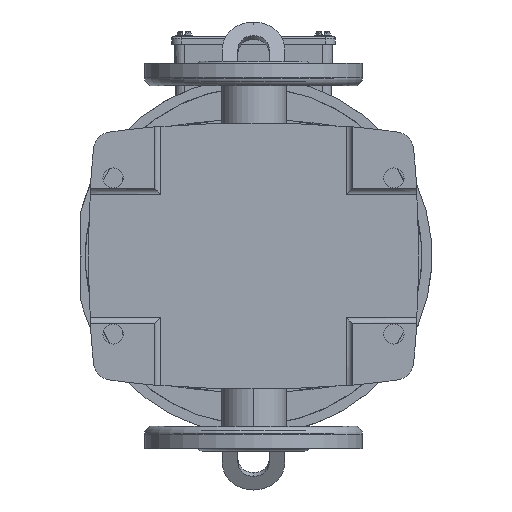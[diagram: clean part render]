
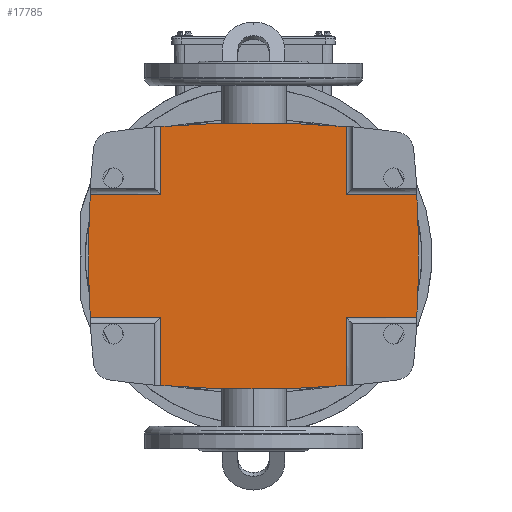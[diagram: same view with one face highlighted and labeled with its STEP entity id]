
A CAD part, front view. The second image highlights one B-rep face of the part: STEP entity #17785.
In plain terms, the highlighted planar face has unit normal (0, -1, 0).
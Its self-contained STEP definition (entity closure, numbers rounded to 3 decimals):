
#734 = LINE ( 'NONE', #37479, #18338 ) ;
#867 = CARTESIAN_POINT ( 'NONE',  ( 23.103, 0.197, 0. ) ) ;
#1092 = CARTESIAN_POINT ( 'NONE',  ( -1.543, 0.197, -4.596 ) ) ;
#2663 = VERTEX_POINT ( 'NONE', #73350 ) ;
#3540 = ORIENTED_EDGE ( 'NONE', *, *, #14639, .F. ) ;
#3975 = EDGE_CURVE ( 'NONE', #18378, #8373, #96874, .T. ) ;
#4179 = VECTOR ( 'NONE', #53646, 39.37 ) ;
#5999 = ORIENTED_EDGE ( 'NONE', *, *, #90682, .F. ) ;
#7138 = CARTESIAN_POINT ( 'NONE',  ( 0., 0.197, -4.163 ) ) ;
#7548 = LINE ( 'NONE', #55301, #40436 ) ;
#7749 = EDGE_CURVE ( 'NONE', #15069, #39668, #22159, .T. ) ;
#8373 = VERTEX_POINT ( 'NONE', #16487 ) ;
#9500 = CARTESIAN_POINT ( 'NONE',  ( 0., 0.197, 4.163 ) ) ;
#9515 = EDGE_CURVE ( 'NONE', #2663, #47294, #33724, .T. ) ;
#9785 = CIRCLE ( 'NONE', #29305, 27.265 ) ;
#10164 = DIRECTION ( 'NONE',  ( 0., 0., 1. ) ) ;
#10670 = CARTESIAN_POINT ( 'NONE',  ( -1.543, 0.197, 4.119 ) ) ;
#10731 = VERTEX_POINT ( 'NONE', #92021 ) ;
#10791 = CARTESIAN_POINT ( 'NONE',  ( -1.543, 0.197, -4.596 ) ) ;
#11193 = VERTEX_POINT ( 'NONE', #97391 ) ;
#11924 = ORIENTED_EDGE ( 'NONE', *, *, #70244, .F. ) ;
#12989 = EDGE_CURVE ( 'NONE', #60474, #69726, #7548, .T. ) ;
#14639 = EDGE_CURVE ( 'NONE', #87045, #29768, #73042, .T. ) ;
#15069 = VERTEX_POINT ( 'NONE', #56041 ) ;
#15146 = VECTOR ( 'NONE', #90125, 39.37 ) ;
#15569 = VECTOR ( 'NONE', #10164, 39.37 ) ;
#16292 = DIRECTION ( 'NONE',  ( 0., 0., 1. ) ) ;
#16487 = CARTESIAN_POINT ( 'NONE',  ( 1.543, 0.197, -2.336 ) ) ;
#16937 = DIRECTION ( 'NONE',  ( 0., 0., 1. ) ) ;
#17785 = ADVANCED_FACE ( 'NONE', ( #22146 ), #75867, .F. ) ;
#18338 = VECTOR ( 'NONE', #60760, 39.37 ) ;
#18378 = VERTEX_POINT ( 'NONE', #91811 ) ;
#19671 = CARTESIAN_POINT ( 'NONE',  ( 0., 0.197, -23.102 ) ) ;
#19771 = AXIS2_PLACEMENT_3D ( 'NONE', #867, #83477, #16937 ) ;
#19987 = DIRECTION ( 'NONE',  ( 0., -1., 0. ) ) ;
#21199 = EDGE_CURVE ( 'NONE', #39668, #11193, #43974, .T. ) ;
#22146 = FACE_OUTER_BOUND ( 'NONE', #83338, .T. ) ;
#22159 = CIRCLE ( 'NONE', #19771, 26.471 ) ;
#23661 = EDGE_CURVE ( 'NONE', #71038, #47294, #9785, .T. ) ;
#23819 = AXIS2_PLACEMENT_3D ( 'NONE', #54308, #70679, #77265 ) ;
#25164 = VECTOR ( 'NONE', #29570, 39.37 ) ;
#27122 = EDGE_CURVE ( 'NONE', #69726, #71038, #28191, .T. ) ;
#28191 = CIRCLE ( 'NONE', #42623, 27.265 ) ;
#28641 = CIRCLE ( 'NONE', #57673, 26.471 ) ;
#29305 = AXIS2_PLACEMENT_3D ( 'NONE', #89742, #73963, #52649 ) ;
#29570 = DIRECTION ( 'NONE',  ( 1., 0., 0. ) ) ;
#29768 = VERTEX_POINT ( 'NONE', #55689 ) ;
#30714 = VERTEX_POINT ( 'NONE', #61716 ) ;
#33480 = CARTESIAN_POINT ( 'NONE',  ( -3.264, 0.197, -2.336 ) ) ;
#33538 = DIRECTION ( 'NONE',  ( 0., 0., 1. ) ) ;
#33724 = LINE ( 'NONE', #10791, #45422 ) ;
#36255 = ORIENTED_EDGE ( 'NONE', *, *, #21199, .T. ) ;
#36712 = CARTESIAN_POINT ( 'NONE',  ( 1.543, 0.197, 4.119 ) ) ;
#37479 = CARTESIAN_POINT ( 'NONE',  ( -4.596, 0.197, 2.336 ) ) ;
#39046 = CARTESIAN_POINT ( 'NONE',  ( -4.596, 0.197, -2.336 ) ) ;
#39668 = VERTEX_POINT ( 'NONE', #33480 ) ;
#40436 = VECTOR ( 'NONE', #16292, 39.37 ) ;
#41558 = ORIENTED_EDGE ( 'NONE', *, *, #23661, .T. ) ;
#42332 = ORIENTED_EDGE ( 'NONE', *, *, #93907, .T. ) ;
#42623 = AXIS2_PLACEMENT_3D ( 'NONE', #19671, #19987, #33538 ) ;
#43974 = LINE ( 'NONE', #82279, #25164 ) ;
#45422 = VECTOR ( 'NONE', #55393, 39.37 ) ;
#45996 = ORIENTED_EDGE ( 'NONE', *, *, #94403, .F. ) ;
#47294 = VERTEX_POINT ( 'NONE', #10670 ) ;
#47942 = DIRECTION ( 'NONE',  ( 0., 1., 0. ) ) ;
#48580 = CARTESIAN_POINT ( 'NONE',  ( -1.543, 0.197, -4.596 ) ) ;
#48872 = EDGE_CURVE ( 'NONE', #18378, #87045, #62001, .T. ) ;
#52500 = DIRECTION ( 'NONE',  ( 1., 0., 0. ) ) ;
#52649 = DIRECTION ( 'NONE',  ( 0., 0., 1. ) ) ;
#53646 = DIRECTION ( 'NONE',  ( 0., 0., 1. ) ) ;
#54308 = CARTESIAN_POINT ( 'NONE',  ( 0., 0.197, 23.102 ) ) ;
#55301 = CARTESIAN_POINT ( 'NONE',  ( 1.543, 0.197, -4.596 ) ) ;
#55393 = DIRECTION ( 'NONE',  ( 0., 0., 1. ) ) ;
#55689 = CARTESIAN_POINT ( 'NONE',  ( -1.543, 0.197, -4.119 ) ) ;
#56006 = AXIS2_PLACEMENT_3D ( 'NONE', #1092, #69625, #77184 ) ;
#56041 = CARTESIAN_POINT ( 'NONE',  ( -3.264, 0.197, 2.336 ) ) ;
#57673 = AXIS2_PLACEMENT_3D ( 'NONE', #61712, #47942, #63656 ) ;
#60474 = VERTEX_POINT ( 'NONE', #62088 ) ;
#60760 = DIRECTION ( 'NONE',  ( 1., 0., 0. ) ) ;
#61712 = CARTESIAN_POINT ( 'NONE',  ( -23.103, 0.197, 0. ) ) ;
#61716 = CARTESIAN_POINT ( 'NONE',  ( 3.264, 0.197, -2.336 ) ) ;
#62001 = CIRCLE ( 'NONE', #77792, 27.265 ) ;
#62088 = CARTESIAN_POINT ( 'NONE',  ( 1.543, 0.197, 2.336 ) ) ;
#63626 = ORIENTED_EDGE ( 'NONE', *, *, #27122, .T. ) ;
#63656 = DIRECTION ( 'NONE',  ( 0., 0., 1. ) ) ;
#63779 = ORIENTED_EDGE ( 'NONE', *, *, #12989, .T. ) ;
#66819 = CARTESIAN_POINT ( 'NONE',  ( -4.596, 0.197, 2.336 ) ) ;
#68402 = CARTESIAN_POINT ( 'NONE',  ( 1.543, 0.197, -4.596 ) ) ;
#69040 = ORIENTED_EDGE ( 'NONE', *, *, #3975, .T. ) ;
#69573 = ORIENTED_EDGE ( 'NONE', *, *, #48872, .F. ) ;
#69625 = DIRECTION ( 'NONE',  ( 0., 1., 0. ) ) ;
#69726 = VERTEX_POINT ( 'NONE', #36712 ) ;
#70244 = EDGE_CURVE ( 'NONE', #60474, #10731, #734, .T. ) ;
#70679 = DIRECTION ( 'NONE',  ( 0., 1., 0. ) ) ;
#71038 = VERTEX_POINT ( 'NONE', #9500 ) ;
#71510 = VECTOR ( 'NONE', #52500, 39.37 ) ;
#72487 = EDGE_CURVE ( 'NONE', #10731, #30714, #28641, .T. ) ;
#73042 = CIRCLE ( 'NONE', #23819, 27.265 ) ;
#73350 = CARTESIAN_POINT ( 'NONE',  ( -1.543, 0.197, 2.336 ) ) ;
#73963 = DIRECTION ( 'NONE',  ( 0., -1., 0. ) ) ;
#75867 = PLANE ( 'NONE',  #56006 ) ;
#76216 = LINE ( 'NONE', #39046, #71510 ) ;
#77184 = DIRECTION ( 'NONE',  ( 0., 0., 1. ) ) ;
#77265 = DIRECTION ( 'NONE',  ( 0., 0., 1. ) ) ;
#77792 = AXIS2_PLACEMENT_3D ( 'NONE', #85731, #86070, #93926 ) ;
#78809 = ORIENTED_EDGE ( 'NONE', *, *, #72487, .F. ) ;
#82279 = CARTESIAN_POINT ( 'NONE',  ( -4.596, 0.197, -2.336 ) ) ;
#83338 = EDGE_LOOP ( 'NONE', ( #89462, #45996, #95429, #36255, #5999, #3540, #69573, #69040, #42332, #78809, #11924, #63779, #63626, #41558 ) ) ;
#83477 = DIRECTION ( 'NONE',  ( 0., -1., 0. ) ) ;
#85731 = CARTESIAN_POINT ( 'NONE',  ( 0., 0.197, 23.102 ) ) ;
#86070 = DIRECTION ( 'NONE',  ( 0., 1., 0. ) ) ;
#87045 = VERTEX_POINT ( 'NONE', #7138 ) ;
#89462 = ORIENTED_EDGE ( 'NONE', *, *, #9515, .F. ) ;
#89742 = CARTESIAN_POINT ( 'NONE',  ( 0., 0.197, -23.102 ) ) ;
#90125 = DIRECTION ( 'NONE',  ( 1., 0., 0. ) ) ;
#90682 = EDGE_CURVE ( 'NONE', #29768, #11193, #93146, .T. ) ;
#91811 = CARTESIAN_POINT ( 'NONE',  ( 1.543, 0.197, -4.119 ) ) ;
#92021 = CARTESIAN_POINT ( 'NONE',  ( 3.264, 0.197, 2.336 ) ) ;
#93146 = LINE ( 'NONE', #48580, #15569 ) ;
#93907 = EDGE_CURVE ( 'NONE', #8373, #30714, #76216, .T. ) ;
#93926 = DIRECTION ( 'NONE',  ( 0., 0., 1. ) ) ;
#94403 = EDGE_CURVE ( 'NONE', #15069, #2663, #97293, .T. ) ;
#95429 = ORIENTED_EDGE ( 'NONE', *, *, #7749, .T. ) ;
#96874 = LINE ( 'NONE', #68402, #4179 ) ;
#97293 = LINE ( 'NONE', #66819, #15146 ) ;
#97391 = CARTESIAN_POINT ( 'NONE',  ( -1.543, 0.197, -2.336 ) ) ;
